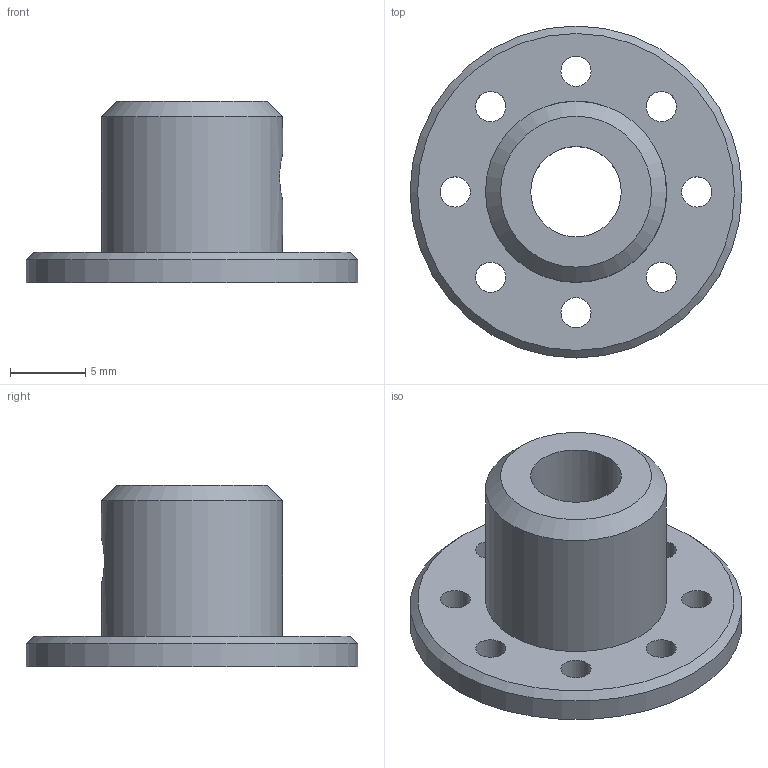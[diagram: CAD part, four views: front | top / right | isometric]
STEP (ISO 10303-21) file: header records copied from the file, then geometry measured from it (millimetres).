
FILE_DESCRIPTION(/* description */ (''),/* implementation_level */ '2;1');
FILE_NAME(/* name */ 'Servo-Dynamixel-Adapter-V2.stp',/* time_stamp */ '2019-01-28T14:28:47+01:00',/* author */ ('voigt'),/* organization */ (''),/* preprocessor_version */ 'ST-DEVELOPER v16.1',/* originating_system */ 'Autodesk Inventor 2016',/* authorisation */ '');
FILE_SCHEMA (('AUTOMOTIVE_DESIGN { 1 0 10303 214 3 1 1 }'));
Length unit declared in the file: millimetre
Products named in the file (1): Servo-Dynamixel-Adapter-V2
Bounding box: 22 x 22 x 12 mm (x, y, z)
Volume: 1346.9 mm3; surface area: 1504.6 mm2
Topology: 1 solids, 1 shells, 20 faces, 51 edges, 34 vertices
Faces by surface type: cylinder 14, plane 4, cone 2
Full cylindrical faces by diameter (mm): 2 x8, 3 x2, 6 x1, 8.5 x1, 12 x1, 22 x1
Entity records: 717 total; most frequent: CARTESIAN_POINT 213, DIRECTION 94, EDGE_LOOP 60, ORIENTED_EDGE 60, AXIS2_PLACEMENT_3D 47, FACE_BOUND 40, VERTEX_POINT 30, EDGE_CURVE 30
